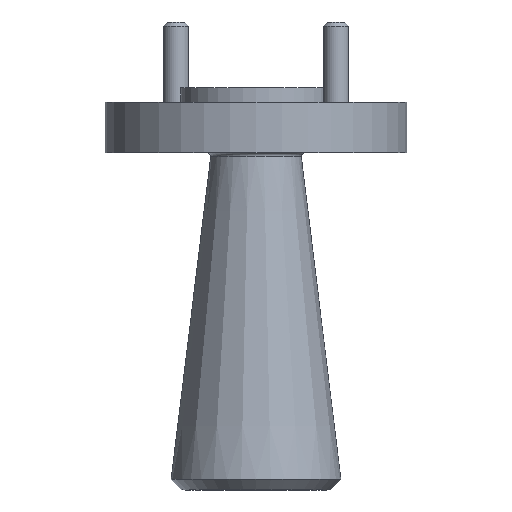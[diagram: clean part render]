
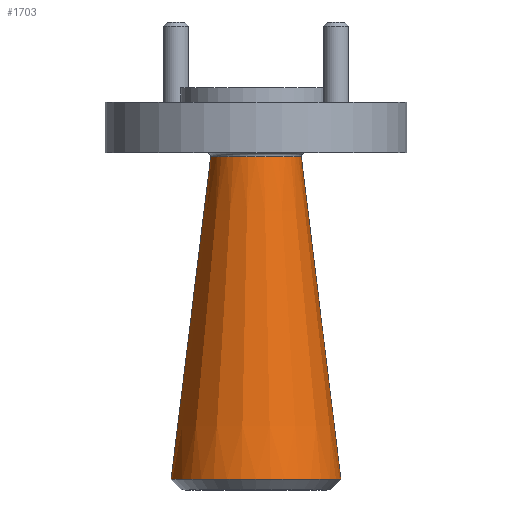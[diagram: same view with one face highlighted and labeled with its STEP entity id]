
A CAD part, front view. The second image highlights one B-rep face of the part: STEP entity #1703.
In plain terms, the highlighted conical face has half-angle 7.016 degrees and reference radius 2.857 mm.
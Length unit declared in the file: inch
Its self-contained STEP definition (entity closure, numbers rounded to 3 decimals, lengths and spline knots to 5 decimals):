
#22 = CIRCLE ( 'NONE', #176, 0.21111 ) ;
#58 = CARTESIAN_POINT ( 'NONE',  ( 0., 0., -0.135 ) ) ;
#162 = ORIENTED_EDGE ( 'NONE', *, *, #528, .T. ) ;
#164 = VECTOR ( 'NONE', #394, 39.37008 ) ;
#176 = AXIS2_PLACEMENT_3D ( 'NONE', #1760, #256, #1454 ) ;
#256 = DIRECTION ( 'NONE',  ( 0., 0., 1. ) ) ;
#306 = VERTEX_POINT ( 'NONE', #387 ) ;
#326 = DIRECTION ( 'NONE',  ( 0., 0., -1. ) ) ;
#328 = VERTEX_POINT ( 'NONE', #827 ) ;
#332 = FACE_OUTER_BOUND ( 'NONE', #871, .T. ) ;
#387 = CARTESIAN_POINT ( 'NONE',  ( -0.1125, 0., -0.135 ) ) ;
#394 = DIRECTION ( 'NONE',  ( 0.122, 0., -0.993 ) ) ;
#401 = CARTESIAN_POINT ( 'NONE',  ( -0.1125, 0., -0.135 ) ) ;
#528 = EDGE_CURVE ( 'NONE', #1884, #1798, #22, .T. ) ;
#623 = ORIENTED_EDGE ( 'NONE', *, *, #1452, .T. ) ;
#625 = AXIS2_PLACEMENT_3D ( 'NONE', #58, #326, #630 ) ;
#630 = DIRECTION ( 'NONE',  ( -1., 0., 0. ) ) ;
#695 = CARTESIAN_POINT ( 'NONE',  ( -0.21111, 0., -0.93629 ) ) ;
#788 = VECTOR ( 'NONE', #1157, 39.37008 ) ;
#809 = AXIS2_PLACEMENT_3D ( 'NONE', #948, #929, #1247 ) ;
#827 = CARTESIAN_POINT ( 'NONE',  ( 0.1125, 0., -0.135 ) ) ;
#847 = LINE ( 'NONE', #1290, #164 ) ;
#871 = EDGE_LOOP ( 'NONE', ( #1184, #1897, #623, #162 ) ) ;
#929 = DIRECTION ( 'NONE',  ( 0., 0., -1. ) ) ;
#948 = CARTESIAN_POINT ( 'NONE',  ( 0., 0., -0.135 ) ) ;
#1140 = CONICAL_SURFACE ( 'NONE', #625, 0.1125, 0.122 ) ;
#1153 = CARTESIAN_POINT ( 'NONE',  ( 0.21111, 0., -0.93629 ) ) ;
#1157 = DIRECTION ( 'NONE',  ( -0.122, 0., -0.993 ) ) ;
#1161 = LINE ( 'NONE', #401, #788 ) ;
#1184 = ORIENTED_EDGE ( 'NONE', *, *, #1427, .F. ) ;
#1247 = DIRECTION ( 'NONE',  ( -1., 0., 0. ) ) ;
#1290 = CARTESIAN_POINT ( 'NONE',  ( 0.1125, 0., -0.135 ) ) ;
#1427 = EDGE_CURVE ( 'NONE', #328, #1798, #847, .T. ) ;
#1450 = CIRCLE ( 'NONE', #809, 0.1125 ) ;
#1452 = EDGE_CURVE ( 'NONE', #306, #1884, #1161, .T. ) ;
#1454 = DIRECTION ( 'NONE',  ( -1., 0., 0. ) ) ;
#1703 = ADVANCED_FACE ( 'NONE', ( #332 ), #1140, .T. ) ;
#1741 = EDGE_CURVE ( 'NONE', #328, #306, #1450, .T. ) ;
#1760 = CARTESIAN_POINT ( 'NONE',  ( 0., 0., -0.93629 ) ) ;
#1798 = VERTEX_POINT ( 'NONE', #1153 ) ;
#1884 = VERTEX_POINT ( 'NONE', #695 ) ;
#1897 = ORIENTED_EDGE ( 'NONE', *, *, #1741, .T. ) ;
